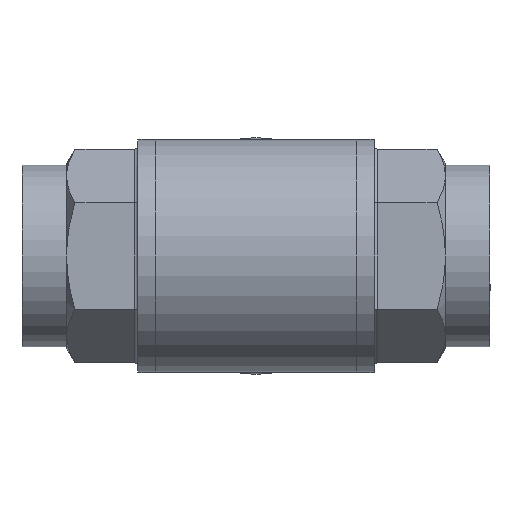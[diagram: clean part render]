
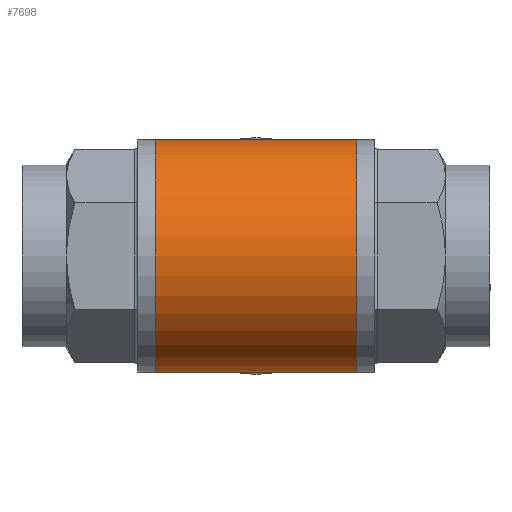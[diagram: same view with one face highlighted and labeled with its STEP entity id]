
A CAD part, front view. The second image highlights one B-rep face of the part: STEP entity #7698.
In plain terms, the highlighted cylindrical face has radius 17 mm (diameter 34 mm), a full revolution.
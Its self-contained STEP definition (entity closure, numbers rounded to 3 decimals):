
#126=FACE_BOUND('',#1394,.T.);
#913=FACE_OUTER_BOUND('',#1393,.T.);
#1393=EDGE_LOOP('',(#6986,#6987,#6988,#6989));
#1394=EDGE_LOOP('',(#6990,#6991));
#1549=CIRCLE('',#8081,17.);
#1550=CIRCLE('',#8082,17.);
#2170=B_SPLINE_CURVE_WITH_KNOTS('',3,(#26121,#26122,#26123,#26124,#26125,
#26126,#26127,#26128,#26129,#26130,#26131,#26132,#26133,#26134,#26135,#26136,
#26137,#26138,#26139,#26140),.UNSPECIFIED.,.F.,.F.,(4,2,2,2,2,2,2,2,2,4),
(-5.022,-4.957,-4.66,-4.362,
-4.065,-3.767,-3.47,-2.9,
-2.615,-2.33),.UNSPECIFIED.);
#2171=B_SPLINE_CURVE_WITH_KNOTS('',3,(#26141,#26142,#26143,#26144,#26145,
#26146,#26147,#26148,#26149,#26150,#26151,#26152,#26153,#26154,#26155,#26156,
#26157,#26158,#26159,#26160,#26161,#26162,#26163,#26164,#26165,#26166,#26167,
#26168,#26169,#26170,#26171,#26172,#26173,#26174,#26175,#26176,#26177,#26178,
#26179,#26180,#26181,#26182,#26183),.UNSPECIFIED.,.F.,.F.,(4,2,2,2,2,2,
2,3,2,2,2,2,2,2,2,2,2,2,2,2,4),(-2.33,-2.045,-1.76,
-1.19,-0.893,-0.595,-0.298,
0.,0.298,0.595,0.893,1.19,
1.76,2.045,2.33,2.615,2.9,
3.47,3.767,4.065,4.297),
 .UNSPECIFIED.);
#2556=LINE('',#26199,#2937);
#2937=VECTOR('',#9076,17.);
#3648=VERTEX_POINT('',#26119);
#3649=VERTEX_POINT('',#26120);
#3652=VERTEX_POINT('',#26196);
#3653=VERTEX_POINT('',#26198);
#4772=EDGE_CURVE('',#3648,#3649,#2170,.T.);
#4773=EDGE_CURVE('',#3649,#3648,#2171,.T.);
#4778=EDGE_CURVE('',#3652,#3652,#1549,.T.);
#4779=EDGE_CURVE('',#3652,#3653,#2556,.T.);
#4780=EDGE_CURVE('',#3653,#3653,#1550,.T.);
#6986=ORIENTED_EDGE('',*,*,#4778,.F.);
#6987=ORIENTED_EDGE('',*,*,#4779,.T.);
#6988=ORIENTED_EDGE('',*,*,#4780,.F.);
#6989=ORIENTED_EDGE('',*,*,#4779,.F.);
#6990=ORIENTED_EDGE('',*,*,#4772,.T.);
#6991=ORIENTED_EDGE('',*,*,#4773,.T.);
#7278=CYLINDRICAL_SURFACE('',#8080,17.);
#7698=ADVANCED_FACE('',(#913,#126),#7278,.T.);
#8080=AXIS2_PLACEMENT_3D('',#26195,#9072,#9073);
#8081=AXIS2_PLACEMENT_3D('',#26197,#9074,#9075);
#8082=AXIS2_PLACEMENT_3D('',#26200,#9077,#9078);
#9072=DIRECTION('center_axis',(1.,0.,0.));
#9073=DIRECTION('ref_axis',(0.,0.,-1.));
#9074=DIRECTION('center_axis',(1.,0.,0.));
#9075=DIRECTION('ref_axis',(0.,0.,-1.));
#9076=DIRECTION('',(-1.,0.,0.));
#9077=DIRECTION('center_axis',(-1.,0.,0.));
#9078=DIRECTION('ref_axis',(0.,0.,-1.));
#26119=CARTESIAN_POINT('',(3.5,9.909,13.813));
#26120=CARTESIAN_POINT('',(-14.25,17.,0.));
#26121=CARTESIAN_POINT('Ctrl Pts',(3.5,9.909,13.813));
#26122=CARTESIAN_POINT('Ctrl Pts',(3.3,9.838,13.864));
#26123=CARTESIAN_POINT('Ctrl Pts',(3.099,9.772,13.911));
#26124=CARTESIAN_POINT('Ctrl Pts',(1.961,9.433,14.147));
#26125=CARTESIAN_POINT('Ctrl Pts',(0.992,9.27,14.25));
#26126=CARTESIAN_POINT('Ctrl Pts',(-0.992,9.27,
14.25));
#26127=CARTESIAN_POINT('Ctrl Pts',(-1.961,9.433,14.147));
#26128=CARTESIAN_POINT('Ctrl Pts',(-3.829,9.99,13.759));
#26129=CARTESIAN_POINT('Ctrl Pts',(-4.729,10.381,13.475));
#26130=CARTESIAN_POINT('Ctrl Pts',(-6.439,11.264,12.746));
#26131=CARTESIAN_POINT('Ctrl Pts',(-7.251,11.755,12.301));
#26132=CARTESIAN_POINT('Ctrl Pts',(-8.759,12.741,11.277));
#26133=CARTESIAN_POINT('Ctrl Pts',(-9.454,13.234,10.698));
#26134=CARTESIAN_POINT('Ctrl Pts',(-11.268,14.569,8.885));
#26135=CARTESIAN_POINT('Ctrl Pts',(-12.355,15.44,7.35));
#26136=CARTESIAN_POINT('Ctrl Pts',(-13.475,16.354,4.732));
#26137=CARTESIAN_POINT('Ctrl Pts',(-13.766,16.596,3.807));
#26138=CARTESIAN_POINT('Ctrl Pts',(-14.154,16.919,1.916));
#26139=CARTESIAN_POINT('Ctrl Pts',(-14.25,17.,0.95));
#26140=CARTESIAN_POINT('Ctrl Pts',(-14.25,17.,0.));
#26141=CARTESIAN_POINT('Ctrl Pts',(-14.25,17.,0.));
#26142=CARTESIAN_POINT('Ctrl Pts',(-14.25,17.,-0.95));
#26143=CARTESIAN_POINT('Ctrl Pts',(-14.154,16.919,-1.916));
#26144=CARTESIAN_POINT('Ctrl Pts',(-13.766,16.596,-3.807));
#26145=CARTESIAN_POINT('Ctrl Pts',(-13.475,16.354,-4.732));
#26146=CARTESIAN_POINT('Ctrl Pts',(-12.355,15.44,-7.35));
#26147=CARTESIAN_POINT('Ctrl Pts',(-11.268,14.569,-8.885));
#26148=CARTESIAN_POINT('Ctrl Pts',(-9.454,13.234,-10.698));
#26149=CARTESIAN_POINT('Ctrl Pts',(-8.759,12.741,-11.277));
#26150=CARTESIAN_POINT('Ctrl Pts',(-7.251,11.755,-12.301));
#26151=CARTESIAN_POINT('Ctrl Pts',(-6.439,11.264,-12.746));
#26152=CARTESIAN_POINT('Ctrl Pts',(-4.729,10.381,-13.475));
#26153=CARTESIAN_POINT('Ctrl Pts',(-3.829,9.99,-13.759));
#26154=CARTESIAN_POINT('Ctrl Pts',(-1.961,9.433,-14.147));
#26155=CARTESIAN_POINT('Ctrl Pts',(-0.992,9.27,
-14.25));
#26156=CARTESIAN_POINT('Ctrl Pts',(0.,9.27,-14.25));
#26157=CARTESIAN_POINT('Ctrl Pts',(0.992,9.27,-14.25));
#26158=CARTESIAN_POINT('Ctrl Pts',(1.961,9.433,-14.147));
#26159=CARTESIAN_POINT('Ctrl Pts',(3.829,9.99,-13.759));
#26160=CARTESIAN_POINT('Ctrl Pts',(4.729,10.381,-13.475));
#26161=CARTESIAN_POINT('Ctrl Pts',(6.439,11.264,-12.746));
#26162=CARTESIAN_POINT('Ctrl Pts',(7.251,11.755,-12.301));
#26163=CARTESIAN_POINT('Ctrl Pts',(8.759,12.741,-11.277));
#26164=CARTESIAN_POINT('Ctrl Pts',(9.454,13.234,-10.698));
#26165=CARTESIAN_POINT('Ctrl Pts',(11.268,14.569,-8.885));
#26166=CARTESIAN_POINT('Ctrl Pts',(12.355,15.44,-7.35));
#26167=CARTESIAN_POINT('Ctrl Pts',(13.475,16.354,-4.732));
#26168=CARTESIAN_POINT('Ctrl Pts',(13.766,16.596,-3.807));
#26169=CARTESIAN_POINT('Ctrl Pts',(14.154,16.919,-1.916));
#26170=CARTESIAN_POINT('Ctrl Pts',(14.25,17.,-0.95));
#26171=CARTESIAN_POINT('Ctrl Pts',(14.25,17.,0.95));
#26172=CARTESIAN_POINT('Ctrl Pts',(14.154,16.919,1.916));
#26173=CARTESIAN_POINT('Ctrl Pts',(13.766,16.596,3.807));
#26174=CARTESIAN_POINT('Ctrl Pts',(13.475,16.354,4.732));
#26175=CARTESIAN_POINT('Ctrl Pts',(12.355,15.44,7.35));
#26176=CARTESIAN_POINT('Ctrl Pts',(11.268,14.569,8.885));
#26177=CARTESIAN_POINT('Ctrl Pts',(9.454,13.234,10.698));
#26178=CARTESIAN_POINT('Ctrl Pts',(8.759,12.741,11.277));
#26179=CARTESIAN_POINT('Ctrl Pts',(7.251,11.755,12.301));
#26180=CARTESIAN_POINT('Ctrl Pts',(6.439,11.264,12.746));
#26181=CARTESIAN_POINT('Ctrl Pts',(4.915,10.477,13.395));
#26182=CARTESIAN_POINT('Ctrl Pts',(4.219,10.163,13.631));
#26183=CARTESIAN_POINT('Ctrl Pts',(3.5,9.909,13.813));
#26195=CARTESIAN_POINT('Origin',(0.,0.,0.));
#26196=CARTESIAN_POINT('',(14.7,0.,17.));
#26197=CARTESIAN_POINT('Origin',(14.7,0.,0.));
#26198=CARTESIAN_POINT('',(-14.7,0.,17.));
#26199=CARTESIAN_POINT('',(0.,0.,17.));
#26200=CARTESIAN_POINT('Origin',(-14.7,0.,0.));
